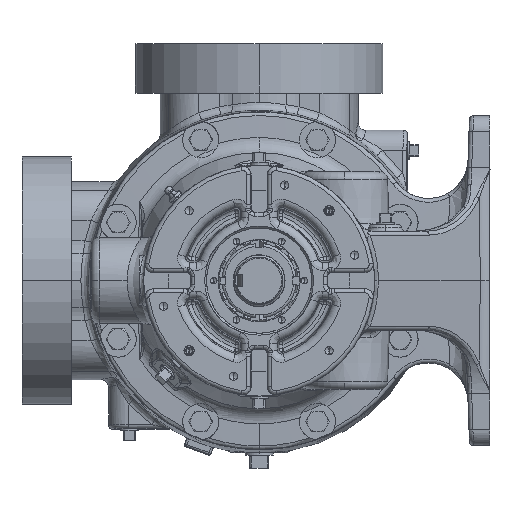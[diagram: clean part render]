
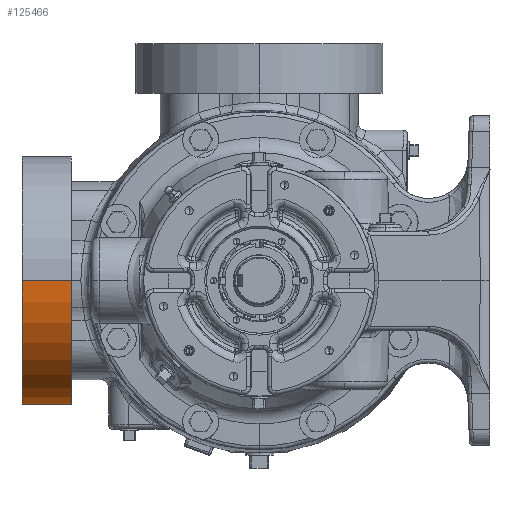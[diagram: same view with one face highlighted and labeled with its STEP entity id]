
A CAD part, left-side view. The second image highlights one B-rep face of the part: STEP entity #125466.
In plain terms, the highlighted cylindrical face has radius 95.25 mm (diameter 190.5 mm), a partial arc.
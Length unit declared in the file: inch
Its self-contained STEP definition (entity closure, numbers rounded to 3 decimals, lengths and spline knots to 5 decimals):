
#1985 = CARTESIAN_POINT ( 'NONE',  ( 7.095, 7.1875, 0. ) ) ;
#3559 = CARTESIAN_POINT ( 'NONE',  ( -0.405, 4.98196, 0. ) ) ;
#4539 = DIRECTION ( 'NONE',  ( -1., 0., 0. ) ) ;
#13747 = EDGE_CURVE ( 'NONE', #26633, #160740, #93036, .T. ) ;
#24245 = DIRECTION ( 'NONE',  ( 0., -1., 0. ) ) ;
#24609 = CARTESIAN_POINT ( 'NONE',  ( 7.095, 5.6875, 0. ) ) ;
#26633 = VERTEX_POINT ( 'NONE', #265646 ) ;
#27072 = FACE_OUTER_BOUND ( 'NONE', #197618, .T. ) ;
#37967 = CARTESIAN_POINT ( 'NONE',  ( -0.405, 5.6875, 0. ) ) ;
#39927 = EDGE_CURVE ( 'NONE', #146705, #212123, #173442, .T. ) ;
#46777 = CYLINDRICAL_SURFACE ( 'NONE', #110410, 3.75 ) ;
#49002 = VECTOR ( 'NONE', #129206, 39.37008 ) ;
#49648 = CARTESIAN_POINT ( 'NONE',  ( 3.345, 5.6875, 0. ) ) ;
#65272 = DIRECTION ( 'NONE',  ( 0., -1., 0. ) ) ;
#79219 = AXIS2_PLACEMENT_3D ( 'NONE', #213803, #65272, #151482 ) ;
#81225 = ORIENTED_EDGE ( 'NONE', *, *, #13747, .T. ) ;
#82330 = ORIENTED_EDGE ( 'NONE', *, *, #235956, .F. ) ;
#90564 = CARTESIAN_POINT ( 'NONE',  ( 3.345, 4.98196, 0. ) ) ;
#93036 = CIRCLE ( 'NONE', #79219, 3.75 ) ;
#103671 = LINE ( 'NONE', #235156, #230721 ) ;
#110410 = AXIS2_PLACEMENT_3D ( 'NONE', #90564, #24245, #4539 ) ;
#122395 = ORIENTED_EDGE ( 'NONE', *, *, #216620, .T. ) ;
#125466 = ADVANCED_FACE ( 'NONE', ( #27072 ), #46777, .T. ) ;
#129206 = DIRECTION ( 'NONE',  ( 0., -1., 0. ) ) ;
#146705 = VERTEX_POINT ( 'NONE', #37967 ) ;
#151482 = DIRECTION ( 'NONE',  ( -1., 0., 0. ) ) ;
#160740 = VERTEX_POINT ( 'NONE', #1985 ) ;
#173442 = CIRCLE ( 'NONE', #209527, 3.75 ) ;
#197111 = LINE ( 'NONE', #3559, #49002 ) ;
#197618 = EDGE_LOOP ( 'NONE', ( #81225, #122395, #263674, #82330 ) ) ;
#200980 = DIRECTION ( 'NONE',  ( 0., -1., 0. ) ) ;
#209527 = AXIS2_PLACEMENT_3D ( 'NONE', #49648, #200980, #246065 ) ;
#212123 = VERTEX_POINT ( 'NONE', #24609 ) ;
#212627 = DIRECTION ( 'NONE',  ( 0., -1., 0. ) ) ;
#213803 = CARTESIAN_POINT ( 'NONE',  ( 3.345, 7.1875, 0. ) ) ;
#216620 = EDGE_CURVE ( 'NONE', #160740, #212123, #103671, .T. ) ;
#230721 = VECTOR ( 'NONE', #212627, 39.37008 ) ;
#235156 = CARTESIAN_POINT ( 'NONE',  ( 7.095, 4.98196, 0. ) ) ;
#235956 = EDGE_CURVE ( 'NONE', #26633, #146705, #197111, .T. ) ;
#246065 = DIRECTION ( 'NONE',  ( -1., 0., 0. ) ) ;
#263674 = ORIENTED_EDGE ( 'NONE', *, *, #39927, .F. ) ;
#265646 = CARTESIAN_POINT ( 'NONE',  ( -0.405, 7.1875, 0. ) ) ;
